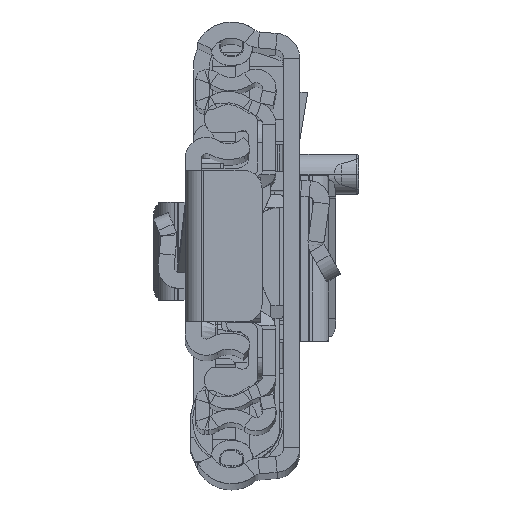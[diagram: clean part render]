
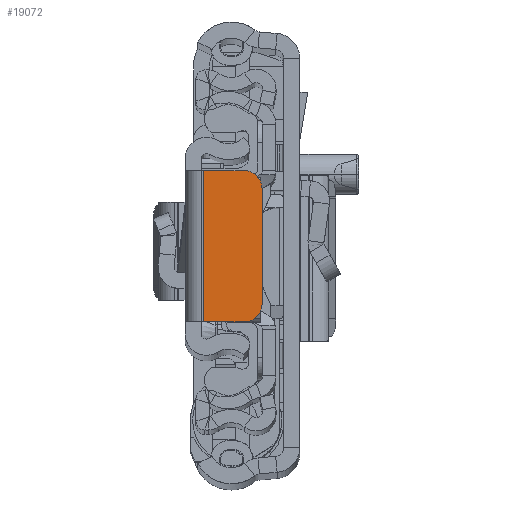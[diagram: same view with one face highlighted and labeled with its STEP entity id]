
A CAD part, top view. The second image highlights one B-rep face of the part: STEP entity #19072.
In plain terms, the highlighted planar face has unit normal (0, 0, 1).
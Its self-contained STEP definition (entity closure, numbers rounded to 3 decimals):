
#1628 = ORIENTED_EDGE ( 'NONE', *, *, #9082, .F. ) ;
#1798 = EDGE_CURVE ( 'NONE', #30165, #34109, #23163, .T. ) ;
#1838 = CARTESIAN_POINT ( 'NONE',  ( 0., 8.5, 0. ) ) ;
#3572 = CARTESIAN_POINT ( 'NONE',  ( -6.65, 8.5, 0. ) ) ;
#4427 = CARTESIAN_POINT ( 'NONE',  ( -6.65, -8.5, 0. ) ) ;
#4472 = CARTESIAN_POINT ( 'NONE',  ( -6.65, -6.5, 0. ) ) ;
#6086 = DIRECTION ( 'NONE',  ( 0., -1., 0. ) ) ;
#6422 = CARTESIAN_POINT ( 'NONE',  ( -2.05, -8.5, 0. ) ) ;
#6427 = DIRECTION ( 'NONE',  ( 1., 0., 0. ) ) ;
#6873 = DIRECTION ( 'NONE',  ( -1., 0., 0. ) ) ;
#7523 = VERTEX_POINT ( 'NONE', #26942 ) ;
#9082 = EDGE_CURVE ( 'NONE', #7523, #23135, #34292, .T. ) ;
#10523 = EDGE_CURVE ( 'NONE', #13409, #25518, #37804, .T. ) ;
#11066 = CARTESIAN_POINT ( 'NONE',  ( -8.65, 6.5, 0. ) ) ;
#11141 = CARTESIAN_POINT ( 'NONE',  ( -6.65, 6.5, 0. ) ) ;
#11316 = VECTOR ( 'NONE', #33892, 1000. ) ;
#11568 = AXIS2_PLACEMENT_3D ( 'NONE', #4472, #13204, #29347 ) ;
#13204 = DIRECTION ( 'NONE',  ( 0., 0., 1. ) ) ;
#13258 = ORIENTED_EDGE ( 'NONE', *, *, #1798, .T. ) ;
#13409 = VERTEX_POINT ( 'NONE', #3572 ) ;
#17115 = AXIS2_PLACEMENT_3D ( 'NONE', #26163, #39951, #6873 ) ;
#18245 = VECTOR ( 'NONE', #6086, 1000. ) ;
#19072 = ADVANCED_FACE ( 'NONE', ( #19832 ), #23215, .F. ) ;
#19560 = AXIS2_PLACEMENT_3D ( 'NONE', #11141, #39810, #30873 ) ;
#19832 = FACE_OUTER_BOUND ( 'NONE', #33531, .T. ) ;
#20007 = ORIENTED_EDGE ( 'NONE', *, *, #24225, .T. ) ;
#21313 = VECTOR ( 'NONE', #6427, 1000. ) ;
#22217 = DIRECTION ( 'NONE',  ( 0., -1., 0. ) ) ;
#23135 = VERTEX_POINT ( 'NONE', #6422 ) ;
#23163 = CIRCLE ( 'NONE', #11568, 2. ) ;
#23215 = PLANE ( 'NONE',  #17115 ) ;
#24225 = EDGE_CURVE ( 'NONE', #34109, #23135, #38899, .T. ) ;
#24744 = CARTESIAN_POINT ( 'NONE',  ( -2.05, -8.5, 0. ) ) ;
#25518 = VERTEX_POINT ( 'NONE', #11066 ) ;
#26086 = ORIENTED_EDGE ( 'NONE', *, *, #30965, .T. ) ;
#26163 = CARTESIAN_POINT ( 'NONE',  ( 0., 0., 0. ) ) ;
#26942 = CARTESIAN_POINT ( 'NONE',  ( -2.05, 8.5, 0. ) ) ;
#28784 = LINE ( 'NONE', #29435, #18245 ) ;
#28892 = EDGE_CURVE ( 'NONE', #7523, #13409, #30916, .T. ) ;
#29347 = DIRECTION ( 'NONE',  ( -1., 0., 0. ) ) ;
#29435 = CARTESIAN_POINT ( 'NONE',  ( -8.65, 0., 0. ) ) ;
#30165 = VERTEX_POINT ( 'NONE', #31285 ) ;
#30873 = DIRECTION ( 'NONE',  ( -1., 0., 0. ) ) ;
#30916 = LINE ( 'NONE', #1838, #11316 ) ;
#30965 = EDGE_CURVE ( 'NONE', #25518, #30165, #28784, .T. ) ;
#31285 = CARTESIAN_POINT ( 'NONE',  ( -8.65, -6.5, 0. ) ) ;
#33531 = EDGE_LOOP ( 'NONE', ( #26086, #13258, #20007, #1628, #41586, #37272 ) ) ;
#33812 = VECTOR ( 'NONE', #22217, 1000. ) ;
#33892 = DIRECTION ( 'NONE',  ( -1., 0., 0. ) ) ;
#34109 = VERTEX_POINT ( 'NONE', #4427 ) ;
#34292 = LINE ( 'NONE', #24744, #33812 ) ;
#35485 = CARTESIAN_POINT ( 'NONE',  ( 0., -8.5, 0. ) ) ;
#37272 = ORIENTED_EDGE ( 'NONE', *, *, #10523, .T. ) ;
#37804 = CIRCLE ( 'NONE', #19560, 2. ) ;
#38899 = LINE ( 'NONE', #35485, #21313 ) ;
#39810 = DIRECTION ( 'NONE',  ( 0., 0., 1. ) ) ;
#39951 = DIRECTION ( 'NONE',  ( 0., 0., -1. ) ) ;
#41586 = ORIENTED_EDGE ( 'NONE', *, *, #28892, .T. ) ;
